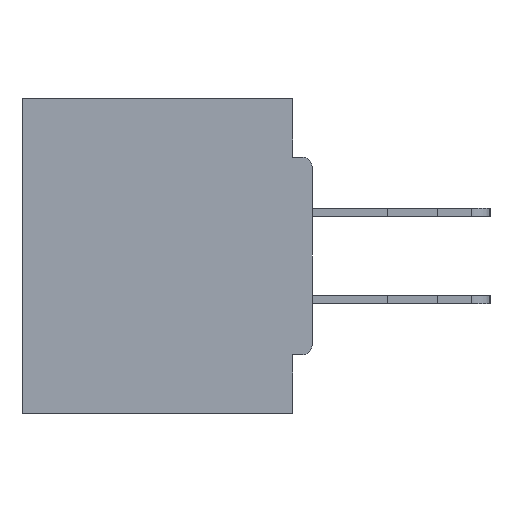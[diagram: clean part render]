
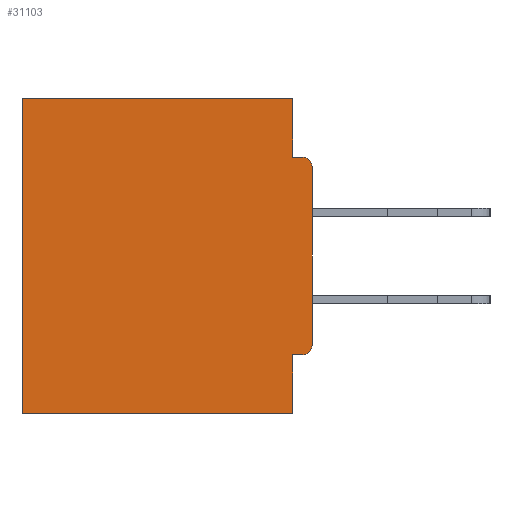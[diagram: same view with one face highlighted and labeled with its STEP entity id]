
A CAD part, left-side view. The second image highlights one B-rep face of the part: STEP entity #31103.
In plain terms, the highlighted planar face has unit normal (-1, 0, 0).
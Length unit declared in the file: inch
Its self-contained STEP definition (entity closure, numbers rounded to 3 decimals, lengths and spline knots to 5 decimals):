
#687 = FACE_OUTER_BOUND ( 'NONE', #4934, .T. ) ;
#1076 = ORIENTED_EDGE ( 'NONE', *, *, #22736, .T. ) ;
#1745 = EDGE_CURVE ( 'NONE', #11691, #9528, #12233, .T. ) ;
#2295 = VERTEX_POINT ( 'NONE', #31477 ) ;
#2382 = ORIENTED_EDGE ( 'NONE', *, *, #24008, .T. ) ;
#2777 = ORIENTED_EDGE ( 'NONE', *, *, #1745, .T. ) ;
#2798 = CARTESIAN_POINT ( 'NONE',  ( 0.298, 0., -0.4065 ) ) ;
#3735 = AXIS2_PLACEMENT_3D ( 'NONE', #33475, #9537, #36062 ) ;
#3907 = LINE ( 'NONE', #2798, #21552 ) ;
#4066 = VECTOR ( 'NONE', #11659, 39.37008 ) ;
#4422 = VERTEX_POINT ( 'NONE', #5826 ) ;
#4535 = CIRCLE ( 'NONE', #22851, 0.015 ) ;
#4934 = EDGE_LOOP ( 'NONE', ( #2382, #30813, #16969, #34924, #2777, #13077, #18683, #18563, #1076, #27767 ) ) ;
#5266 = DIRECTION ( 'NONE',  ( 0., -1., 0. ) ) ;
#5594 = CARTESIAN_POINT ( 'NONE',  ( 0.298, 0.015, -0.1085 ) ) ;
#5677 = VERTEX_POINT ( 'NONE', #16319 ) ;
#5826 = CARTESIAN_POINT ( 'NONE',  ( 0.298, 0., -0.1085 ) ) ;
#6269 = VECTOR ( 'NONE', #23555, 39.37008 ) ;
#6599 = CARTESIAN_POINT ( 'NONE',  ( 0.298, 0.46, 0. ) ) ;
#6871 = LINE ( 'NONE', #29480, #4066 ) ;
#8561 = LINE ( 'NONE', #32322, #6269 ) ;
#8574 = VERTEX_POINT ( 'NONE', #37890 ) ;
#8916 = PLANE ( 'NONE',  #14164 ) ;
#9141 = CARTESIAN_POINT ( 'NONE',  ( 0.298, 0.031, -0.0935 ) ) ;
#9528 = VERTEX_POINT ( 'NONE', #25332 ) ;
#9537 = DIRECTION ( 'NONE',  ( -1., 0., 0. ) ) ;
#11165 = DIRECTION ( 'NONE',  ( 0., 0., -1. ) ) ;
#11551 = DIRECTION ( 'NONE',  ( 0., 0., -1. ) ) ;
#11659 = DIRECTION ( 'NONE',  ( 0., 1., 0. ) ) ;
#11691 = VERTEX_POINT ( 'NONE', #21851 ) ;
#11740 = DIRECTION ( 'NONE',  ( 1., 0., 0. ) ) ;
#11985 = EDGE_CURVE ( 'NONE', #23457, #36017, #8561, .T. ) ;
#12233 = LINE ( 'NONE', #6599, #27110 ) ;
#13077 = ORIENTED_EDGE ( 'NONE', *, *, #35418, .F. ) ;
#14164 = AXIS2_PLACEMENT_3D ( 'NONE', #14869, #11740, #17832 ) ;
#14244 = CARTESIAN_POINT ( 'NONE',  ( 0.298, 0.031, 0. ) ) ;
#14287 = VECTOR ( 'NONE', #5266, 39.37008 ) ;
#14857 = CARTESIAN_POINT ( 'NONE',  ( 0.298, 0., 0. ) ) ;
#14869 = CARTESIAN_POINT ( 'NONE',  ( 0.298, 0., 0. ) ) ;
#15671 = VECTOR ( 'NONE', #23535, 39.37008 ) ;
#16317 = EDGE_CURVE ( 'NONE', #4422, #27262, #22569, .T. ) ;
#16319 = CARTESIAN_POINT ( 'NONE',  ( 0.298, 0.015, -0.0935 ) ) ;
#16786 = CARTESIAN_POINT ( 'NONE',  ( 0.298, 0., 0. ) ) ;
#16843 = LINE ( 'NONE', #29242, #18230 ) ;
#16969 = ORIENTED_EDGE ( 'NONE', *, *, #11985, .F. ) ;
#17321 = DIRECTION ( 'NONE',  ( 0., 1., 0. ) ) ;
#17832 = DIRECTION ( 'NONE',  ( 0., 0., -1. ) ) ;
#18230 = VECTOR ( 'NONE', #11165, 39.37008 ) ;
#18563 = ORIENTED_EDGE ( 'NONE', *, *, #31172, .F. ) ;
#18683 = ORIENTED_EDGE ( 'NONE', *, *, #26537, .F. ) ;
#19379 = DIRECTION ( 'NONE',  ( 0., 1., 0. ) ) ;
#19735 = EDGE_CURVE ( 'NONE', #23457, #11691, #32818, .T. ) ;
#21552 = VECTOR ( 'NONE', #17321, 39.37008 ) ;
#21569 = VECTOR ( 'NONE', #19379, 39.37008 ) ;
#21851 = CARTESIAN_POINT ( 'NONE',  ( 0.298, 0.46, 0. ) ) ;
#22569 = LINE ( 'NONE', #14857, #15671 ) ;
#22736 = EDGE_CURVE ( 'NONE', #35405, #27262, #24167, .T. ) ;
#22851 = AXIS2_PLACEMENT_3D ( 'NONE', #5594, #29898, #11551 ) ;
#23457 = VERTEX_POINT ( 'NONE', #14244 ) ;
#23535 = DIRECTION ( 'NONE',  ( 0., 0., -1. ) ) ;
#23555 = DIRECTION ( 'NONE',  ( 0., 0., -1. ) ) ;
#23736 = CARTESIAN_POINT ( 'NONE',  ( 0.298, 0., -0.3915 ) ) ;
#24008 = EDGE_CURVE ( 'NONE', #4422, #5677, #4535, .T. ) ;
#24167 = CIRCLE ( 'NONE', #3735, 0.015 ) ;
#25332 = CARTESIAN_POINT ( 'NONE',  ( 0.298, 0.46, -0.5 ) ) ;
#26537 = EDGE_CURVE ( 'NONE', #8574, #2295, #16843, .T. ) ;
#27110 = VECTOR ( 'NONE', #33530, 39.37008 ) ;
#27262 = VERTEX_POINT ( 'NONE', #23736 ) ;
#27767 = ORIENTED_EDGE ( 'NONE', *, *, #16317, .F. ) ;
#29242 = CARTESIAN_POINT ( 'NONE',  ( 0.298, 0.031, -0.5 ) ) ;
#29480 = CARTESIAN_POINT ( 'NONE',  ( 0.298, 0., -0.5 ) ) ;
#29620 = CARTESIAN_POINT ( 'NONE',  ( 0.298, 0.015, -0.4065 ) ) ;
#29793 = EDGE_CURVE ( 'NONE', #36017, #5677, #36631, .T. ) ;
#29898 = DIRECTION ( 'NONE',  ( -1., 0., 0. ) ) ;
#30813 = ORIENTED_EDGE ( 'NONE', *, *, #29793, .F. ) ;
#31103 = ADVANCED_FACE ( 'NONE', ( #687 ), #8916, .F. ) ;
#31172 = EDGE_CURVE ( 'NONE', #35405, #8574, #3907, .T. ) ;
#31477 = CARTESIAN_POINT ( 'NONE',  ( 0.298, 0.031, -0.5 ) ) ;
#32044 = CARTESIAN_POINT ( 'NONE',  ( 0.298, 0., -0.0935 ) ) ;
#32322 = CARTESIAN_POINT ( 'NONE',  ( 0.298, 0.031, -0.5 ) ) ;
#32818 = LINE ( 'NONE', #16786, #21569 ) ;
#33475 = CARTESIAN_POINT ( 'NONE',  ( 0.298, 0.015, -0.3915 ) ) ;
#33530 = DIRECTION ( 'NONE',  ( 0., 0., -1. ) ) ;
#34924 = ORIENTED_EDGE ( 'NONE', *, *, #19735, .T. ) ;
#35405 = VERTEX_POINT ( 'NONE', #29620 ) ;
#35418 = EDGE_CURVE ( 'NONE', #2295, #9528, #6871, .T. ) ;
#36017 = VERTEX_POINT ( 'NONE', #9141 ) ;
#36062 = DIRECTION ( 'NONE',  ( 0., 0., -1. ) ) ;
#36631 = LINE ( 'NONE', #32044, #14287 ) ;
#37890 = CARTESIAN_POINT ( 'NONE',  ( 0.298, 0.031, -0.4065 ) ) ;
